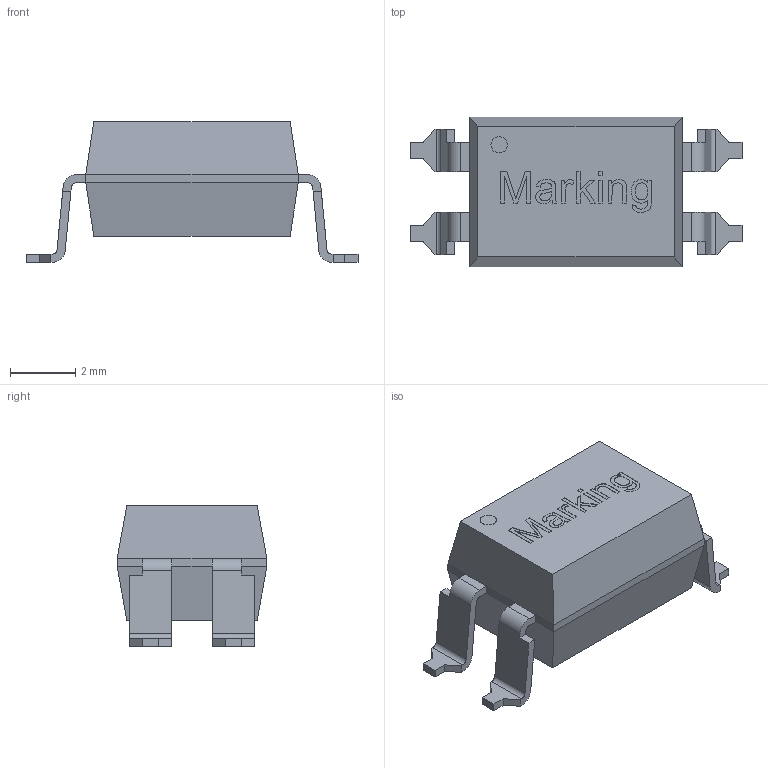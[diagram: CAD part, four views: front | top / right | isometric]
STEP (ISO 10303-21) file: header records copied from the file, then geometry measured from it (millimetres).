
FILE_DESCRIPTION(/* description */ ('Unknown'),/* implementation_level */ '2;1');
FILE_NAME(/* name */ 'DIP4_TD816D(S)(T1)-GV',/* time_stamp */ '2019-06-03T12:56:53+02:00',/* author */ ('Unknown'),/* organization */ ('Unknown'),/* preprocessor_version */ 'ST-DEVELOPER v16.7',/* originating_system */ 'DEX',/* authorisation */ $);
FILE_SCHEMA (('AUTOMOTIVE_DESIGN {1 0 10303 214 3 1 1}'));
Length unit declared in the file: millimetre
Products named in the file (3): DIP4_TD816D(S)(T1)-GV; Body; Pin
Assembly tree (3 placements, depth 2):
  DIP4_TD816D(S)(T1)-GV
    Body
    Pin  x2
Bounding box: 10.15 x 4.58 x 4.3 mm (x, y, z)
Volume: 98.6 mm3; surface area: 224.5 mm2
Topology: 3 solids, 3 shells, 168 faces, 441 edges, 286 vertices
Faces by surface type: plane 135, cylinder 17, bspline 16
Full cylindrical faces by diameter (mm): 0.5 x1
Entity records: 4669 total; most frequent: CARTESIAN_POINT 1611, ORIENTED_EDGE 686, DIRECTION 481, EDGE_CURVE 343, VERTEX_POINT 222, LINE 201, VECTOR 201, EDGE_LOOP 147
